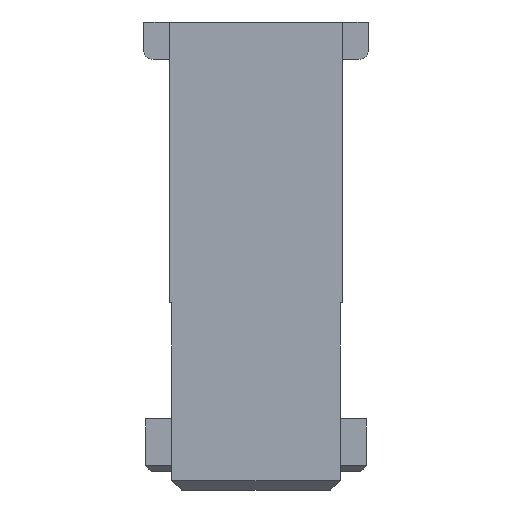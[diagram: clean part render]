
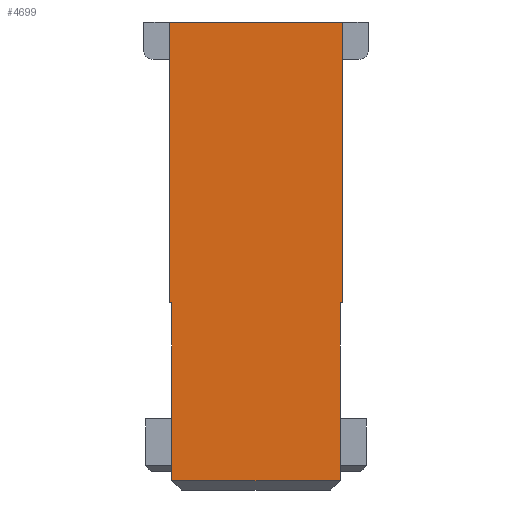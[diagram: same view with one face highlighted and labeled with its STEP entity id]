
A CAD part, left-side view. The second image highlights one B-rep face of the part: STEP entity #4699.
In plain terms, the highlighted planar face has unit normal (-1, 0, 0).
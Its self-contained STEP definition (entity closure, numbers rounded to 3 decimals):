
#1096=ORIENTED_EDGE('',*,*,#1417,.T.);
#1097=ORIENTED_EDGE('',*,*,#1891,.T.);
#1098=ORIENTED_EDGE('',*,*,#1390,.T.);
#1099=ORIENTED_EDGE('',*,*,#1972,.T.);
#1100=ORIENTED_EDGE('',*,*,#1457,.T.);
#1101=ORIENTED_EDGE('',*,*,#1977,.T.);
#1102=ORIENTED_EDGE('',*,*,#1530,.T.);
#1103=ORIENTED_EDGE('',*,*,#1976,.T.);
#1390=EDGE_CURVE('',#2056,#2055,#2487,.T.);
#1417=EDGE_CURVE('',#2083,#2082,#2514,.T.);
#1457=EDGE_CURVE('',#2118,#2117,#2552,.T.);
#1530=EDGE_CURVE('',#2166,#2165,#2615,.T.);
#1891=EDGE_CURVE('',#2082,#2056,#2970,.T.);
#1972=EDGE_CURVE('',#2055,#2118,#3051,.T.);
#1976=EDGE_CURVE('',#2165,#2083,#3055,.T.);
#1977=EDGE_CURVE('',#2117,#2166,#3056,.T.);
#2055=VERTEX_POINT('',#6211);
#2056=VERTEX_POINT('',#6213);
#2082=VERTEX_POINT('',#6266);
#2083=VERTEX_POINT('',#6268);
#2117=VERTEX_POINT('',#6347);
#2118=VERTEX_POINT('',#6349);
#2165=VERTEX_POINT('',#6494);
#2166=VERTEX_POINT('',#6496);
#2487=LINE('',#6212,#3132);
#2514=LINE('',#6267,#3159);
#2552=LINE('',#6348,#3197);
#2615=LINE('',#6495,#3260);
#2970=LINE('',#7225,#3615);
#3051=LINE('',#7375,#3696);
#3055=LINE('',#7382,#3700);
#3056=LINE('',#7384,#3701);
#3132=VECTOR('',#5036,1000.);
#3159=VECTOR('',#5065,1000.);
#3197=VECTOR('',#5119,1000.);
#3260=VECTOR('',#5254,1000.);
#3615=VECTOR('',#5871,1000.);
#3696=VECTOR('',#6010,1000.);
#3700=VECTOR('',#6020,1000.);
#3701=VECTOR('',#6023,1000.);
#3971=EDGE_LOOP('',(#1096,#1097,#1098,#1099,#1100,#1101,#1102,#1103));
#4224=FACE_BOUND('',#3971,.T.);
#4459=PLANE('',#4973);
#4699=ADVANCED_FACE('',(#4224),#4459,.T.);
#4973=AXIS2_PLACEMENT_3D('',#7383,#6021,#6022);
#5036=DIRECTION('',(0.,0.,1.));
#5065=DIRECTION('',(0.,0.,-1.));
#5119=DIRECTION('',(0.,0.,1.));
#5254=DIRECTION('',(0.,0.,-1.));
#5871=DIRECTION('',(0.,-1.,0.));
#6010=DIRECTION('',(0.,-1.,0.));
#6020=DIRECTION('',(0.,-1.,0.));
#6021=DIRECTION('',(-1.,0.,0.));
#6022=DIRECTION('',(0.,0.,1.));
#6023=DIRECTION('',(0.,1.,0.));
#6211=CARTESIAN_POINT('',(-7.5,-4.5,-2.5));
#6212=CARTESIAN_POINT('',(-7.5,-4.5,-2.5));
#6213=CARTESIAN_POINT('',(-7.5,-4.5,-12.));
#6266=CARTESIAN_POINT('',(-7.5,4.5,-12.));
#6267=CARTESIAN_POINT('',(-7.5,4.5,-2.5));
#6268=CARTESIAN_POINT('',(-7.5,4.5,-2.5));
#6347=CARTESIAN_POINT('',(-7.5,-4.625,12.5));
#6348=CARTESIAN_POINT('',(-7.5,-4.625,12.5));
#6349=CARTESIAN_POINT('',(-7.5,-4.625,-2.5));
#6494=CARTESIAN_POINT('',(-7.5,4.625,-2.5));
#6495=CARTESIAN_POINT('',(-7.5,4.625,12.5));
#6496=CARTESIAN_POINT('',(-7.5,4.625,12.5));
#7225=CARTESIAN_POINT('',(-7.5,-4.5,-12.));
#7375=CARTESIAN_POINT('',(-7.5,-4.625,-2.5));
#7382=CARTESIAN_POINT('',(-7.5,4.625,-2.5));
#7383=CARTESIAN_POINT('',(-7.5,0.,0.));
#7384=CARTESIAN_POINT('',(-7.5,4.625,12.5));
